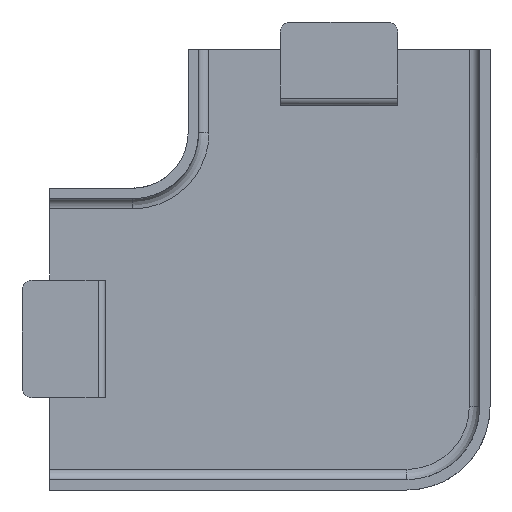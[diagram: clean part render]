
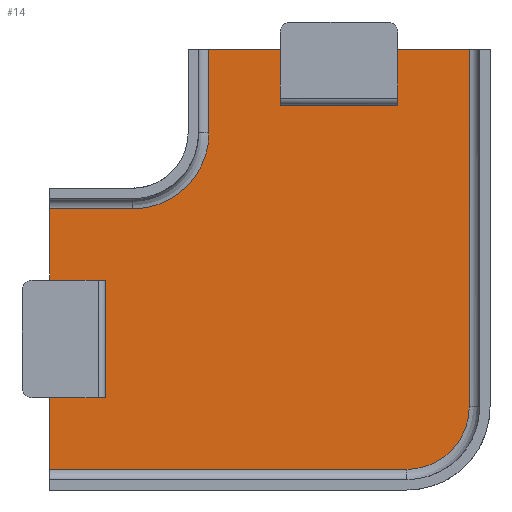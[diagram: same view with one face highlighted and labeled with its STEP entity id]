
A CAD part, front view. The second image highlights one B-rep face of the part: STEP entity #14.
In plain terms, the highlighted planar face has unit normal (0, -1, 0).
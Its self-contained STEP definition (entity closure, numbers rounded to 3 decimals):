
#14=ADVANCED_FACE('',(#66,#64,#65),#796,.T.);
#64=FACE_BOUND('',#117,.T.);
#65=FACE_BOUND('',#118,.T.);
#66=FACE_OUTER_BOUND('',#116,.T.);
#116=EDGE_LOOP('',(#168,#169,#170,#171,#172,#173,#174,#175));
#117=EDGE_LOOP('',(#176,#177,#178,#179));
#118=EDGE_LOOP('',(#180,#181,#182,#183));
#168=ORIENTED_EDGE('',*,*,#438,.F.);
#169=ORIENTED_EDGE('',*,*,#435,.F.);
#170=ORIENTED_EDGE('',*,*,#436,.F.);
#171=ORIENTED_EDGE('',*,*,#437,.F.);
#172=ORIENTED_EDGE('',*,*,#439,.F.);
#173=ORIENTED_EDGE('',*,*,#434,.F.);
#174=ORIENTED_EDGE('',*,*,#433,.F.);
#175=ORIENTED_EDGE('',*,*,#432,.F.);
#176=ORIENTED_EDGE('',*,*,#428,.T.);
#177=ORIENTED_EDGE('',*,*,#429,.F.);
#178=ORIENTED_EDGE('',*,*,#430,.F.);
#179=ORIENTED_EDGE('',*,*,#431,.T.);
#180=ORIENTED_EDGE('',*,*,#440,.T.);
#181=ORIENTED_EDGE('',*,*,#441,.F.);
#182=ORIENTED_EDGE('',*,*,#442,.F.);
#183=ORIENTED_EDGE('',*,*,#443,.T.);
#428=EDGE_CURVE('',#688,#689,#621,.T.);
#429=EDGE_CURVE('',#690,#689,#622,.T.);
#430=EDGE_CURVE('',#691,#690,#623,.T.);
#431=EDGE_CURVE('',#691,#688,#624,.T.);
#432=EDGE_CURVE('',#692,#693,#625,.T.);
#433=EDGE_CURVE('',#693,#694,#558,.T.);
#434=EDGE_CURVE('',#694,#695,#626,.T.);
#435=EDGE_CURVE('',#697,#696,#627,.T.);
#436=EDGE_CURVE('',#698,#697,#559,.T.);
#437=EDGE_CURVE('',#699,#698,#628,.T.);
#438=EDGE_CURVE('',#696,#692,#629,.T.);
#439=EDGE_CURVE('',#695,#699,#630,.T.);
#440=EDGE_CURVE('',#700,#701,#631,.T.);
#441=EDGE_CURVE('',#702,#701,#632,.T.);
#442=EDGE_CURVE('',#703,#702,#633,.T.);
#443=EDGE_CURVE('',#703,#700,#634,.T.);
#558=(
BOUNDED_CURVE()
B_SPLINE_CURVE(2,(#1704,#1705,#1706),.UNSPECIFIED.,.F.,.F.)
B_SPLINE_CURVE_WITH_KNOTS((3,3),(-14.137,0.),.UNSPECIFIED.)
CURVE()
GEOMETRIC_REPRESENTATION_ITEM()
RATIONAL_B_SPLINE_CURVE((1.,0.707,1.))
REPRESENTATION_ITEM('')
);
#559=(
BOUNDED_CURVE()
B_SPLINE_CURVE(2,(#1711,#1712,#1713),.UNSPECIFIED.,.F.,.F.)
B_SPLINE_CURVE_WITH_KNOTS((3,3),(-17.279,0.),.UNSPECIFIED.)
CURVE()
GEOMETRIC_REPRESENTATION_ITEM()
RATIONAL_B_SPLINE_CURVE((1.,0.707,1.))
REPRESENTATION_ITEM('')
);
#621=B_SPLINE_CURVE_WITH_KNOTS('',1,(#1694,#1695),.UNSPECIFIED.,.F.,.F.,
(2,2),(7.605,10.605),.UNSPECIFIED.);
#622=B_SPLINE_CURVE_WITH_KNOTS('',1,(#1696,#1697),.UNSPECIFIED.,.F.,.F.,
(2,2),(-17.,0.),.UNSPECIFIED.);
#623=B_SPLINE_CURVE_WITH_KNOTS('',1,(#1698,#1699),.UNSPECIFIED.,.F.,.F.,
(2,2),(-46.6,-43.6),.UNSPECIFIED.);
#624=B_SPLINE_CURVE_WITH_KNOTS('',1,(#1700,#1701),.UNSPECIFIED.,.F.,.F.,
(2,2),(1.701,18.701),.UNSPECIFIED.);
#625=B_SPLINE_CURVE_WITH_KNOTS('',1,(#1702,#1703),.UNSPECIFIED.,.F.,.F.,
(2,2),(-51.6,0.),.UNSPECIFIED.);
#626=B_SPLINE_CURVE_WITH_KNOTS('',1,(#1707,#1708),.UNSPECIFIED.,.F.,.F.,
(2,2),(-51.6,0.),.UNSPECIFIED.);
#627=B_SPLINE_CURVE_WITH_KNOTS('',1,(#1709,#1710),.UNSPECIFIED.,.F.,.F.,
(2,2),(-12.,0.),.UNSPECIFIED.);
#628=B_SPLINE_CURVE_WITH_KNOTS('',1,(#1714,#1715),.UNSPECIFIED.,.F.,.F.,
(2,2),(-12.,0.),.UNSPECIFIED.);
#629=B_SPLINE_CURVE_WITH_KNOTS('',1,(#1716,#1717),.UNSPECIFIED.,.F.,.F.,
(2,2),(0.,37.6),.UNSPECIFIED.);
#630=B_SPLINE_CURVE_WITH_KNOTS('',1,(#1718,#1719),.UNSPECIFIED.,.F.,.F.,
(2,2),(0.,37.6),.UNSPECIFIED.);
#631=B_SPLINE_CURVE_WITH_KNOTS('',1,(#1720,#1721),.UNSPECIFIED.,.F.,.F.,
(2,2),(-46.6,-43.6),.UNSPECIFIED.);
#632=B_SPLINE_CURVE_WITH_KNOTS('',1,(#1722,#1723),.UNSPECIFIED.,.F.,.F.,
(2,2),(-17.,0.),.UNSPECIFIED.);
#633=B_SPLINE_CURVE_WITH_KNOTS('',1,(#1724,#1725),.UNSPECIFIED.,.F.,.F.,
(2,2),(7.605,10.605),.UNSPECIFIED.);
#634=B_SPLINE_CURVE_WITH_KNOTS('',1,(#1726,#1727),.UNSPECIFIED.,.F.,.F.,
(2,2),(1.701,18.701),.UNSPECIFIED.);
#688=VERTEX_POINT('',#1610);
#689=VERTEX_POINT('',#1611);
#690=VERTEX_POINT('',#1612);
#691=VERTEX_POINT('',#1613);
#692=VERTEX_POINT('',#1614);
#693=VERTEX_POINT('',#1615);
#694=VERTEX_POINT('',#1616);
#695=VERTEX_POINT('',#1617);
#696=VERTEX_POINT('',#1618);
#697=VERTEX_POINT('',#1619);
#698=VERTEX_POINT('',#1620);
#699=VERTEX_POINT('',#1621);
#700=VERTEX_POINT('',#1622);
#701=VERTEX_POINT('',#1623);
#702=VERTEX_POINT('',#1624);
#703=VERTEX_POINT('',#1625);
#796=PLANE('',#910);
#910=AXIS2_PLACEMENT_3D('',#968,#939,$);
#939=DIRECTION('',(0.,-1.,0.));
#968=CARTESIAN_POINT('',(-37.861,19.35,-34.861));
#1610=CARTESIAN_POINT('',(-26.8,19.35,-1.5));
#1611=CARTESIAN_POINT('',(-23.8,19.35,-1.5));
#1612=CARTESIAN_POINT('',(-23.8,19.35,-18.5));
#1613=CARTESIAN_POINT('',(-26.8,19.35,-18.5));
#1614=CARTESIAN_POINT('',(28.8,19.35,31.8));
#1615=CARTESIAN_POINT('',(28.8,19.35,-19.8));
#1616=CARTESIAN_POINT('',(19.8,19.35,-28.8));
#1617=CARTESIAN_POINT('',(-31.8,19.35,-28.8));
#1618=CARTESIAN_POINT('',(-8.8,19.35,31.8));
#1619=CARTESIAN_POINT('',(-8.8,19.35,19.8));
#1620=CARTESIAN_POINT('',(-19.8,19.35,8.8));
#1621=CARTESIAN_POINT('',(-31.8,19.35,8.8));
#1622=CARTESIAN_POINT('',(18.5,19.35,26.8));
#1623=CARTESIAN_POINT('',(18.5,19.35,23.8));
#1624=CARTESIAN_POINT('',(1.5,19.35,23.8));
#1625=CARTESIAN_POINT('',(1.5,19.35,26.8));
#1694=CARTESIAN_POINT('',(-26.8,19.35,-1.5));
#1695=CARTESIAN_POINT('',(-23.8,19.35,-1.5));
#1696=CARTESIAN_POINT('',(-23.8,19.35,-18.5));
#1697=CARTESIAN_POINT('',(-23.8,19.35,-1.5));
#1698=CARTESIAN_POINT('',(-26.8,19.35,-18.5));
#1699=CARTESIAN_POINT('',(-23.8,19.35,-18.5));
#1700=CARTESIAN_POINT('',(-26.8,19.35,-18.5));
#1701=CARTESIAN_POINT('',(-26.8,19.35,-1.5));
#1702=CARTESIAN_POINT('',(28.8,19.35,31.8));
#1703=CARTESIAN_POINT('',(28.8,19.35,-19.8));
#1704=CARTESIAN_POINT('',(28.8,19.35,-19.8));
#1705=CARTESIAN_POINT('',(28.8,19.35,-28.8));
#1706=CARTESIAN_POINT('',(19.8,19.35,-28.8));
#1707=CARTESIAN_POINT('',(19.8,19.35,-28.8));
#1708=CARTESIAN_POINT('',(-31.8,19.35,-28.8));
#1709=CARTESIAN_POINT('',(-8.8,19.35,19.8));
#1710=CARTESIAN_POINT('',(-8.8,19.35,31.8));
#1711=CARTESIAN_POINT('',(-19.8,19.35,8.8));
#1712=CARTESIAN_POINT('',(-8.8,19.35,8.8));
#1713=CARTESIAN_POINT('',(-8.8,19.35,19.8));
#1714=CARTESIAN_POINT('',(-31.8,19.35,8.8));
#1715=CARTESIAN_POINT('',(-19.8,19.35,8.8));
#1716=CARTESIAN_POINT('',(-8.8,19.35,31.8));
#1717=CARTESIAN_POINT('',(28.8,19.35,31.8));
#1718=CARTESIAN_POINT('',(-31.8,19.35,-28.8));
#1719=CARTESIAN_POINT('',(-31.8,19.35,8.8));
#1720=CARTESIAN_POINT('',(18.5,19.35,26.8));
#1721=CARTESIAN_POINT('',(18.5,19.35,23.8));
#1722=CARTESIAN_POINT('',(1.5,19.35,23.8));
#1723=CARTESIAN_POINT('',(18.5,19.35,23.8));
#1724=CARTESIAN_POINT('',(1.5,19.35,26.8));
#1725=CARTESIAN_POINT('',(1.5,19.35,23.8));
#1726=CARTESIAN_POINT('',(1.5,19.35,26.8));
#1727=CARTESIAN_POINT('',(18.5,19.35,26.8));
